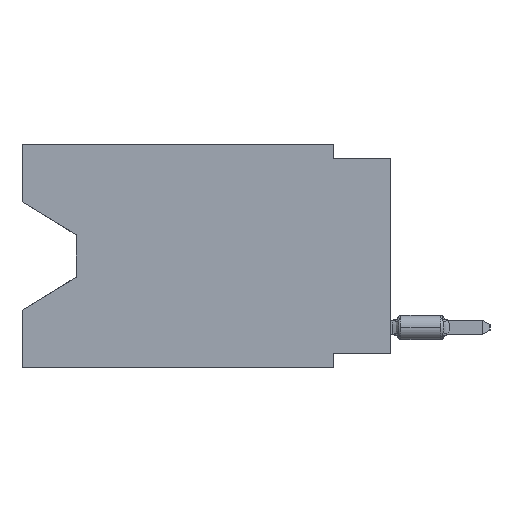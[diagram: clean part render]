
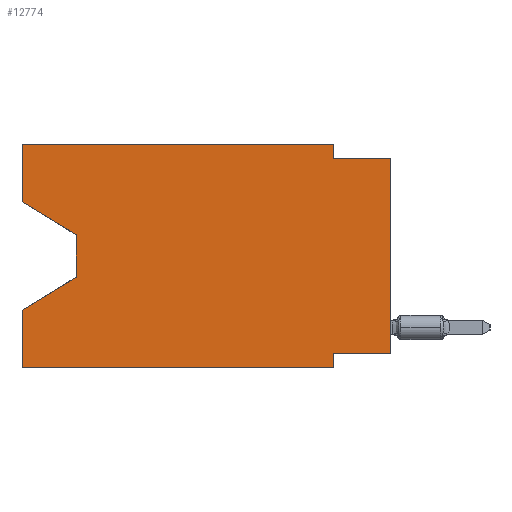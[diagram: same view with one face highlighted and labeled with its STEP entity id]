
A CAD part, left-side view. The second image highlights one B-rep face of the part: STEP entity #12774.
In plain terms, the highlighted planar face has unit normal (-1, 0, 0).
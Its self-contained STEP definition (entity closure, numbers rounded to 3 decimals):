
#598 = ORIENTED_EDGE ( 'NONE', *, *, #17341, .T. ) ;
#659 = DIRECTION ( 'NONE',  ( 0., 0., -1. ) ) ;
#823 = DIRECTION ( 'NONE',  ( 0., 0., -1. ) ) ;
#898 = VECTOR ( 'NONE', #659, 1000. ) ;
#1169 = CARTESIAN_POINT ( 'NONE',  ( 0., 13.97, -4.013 ) ) ;
#1296 = DIRECTION ( 'NONE',  ( 0., 0., -1. ) ) ;
#3209 = VERTEX_POINT ( 'NONE', #15426 ) ;
#3607 = VERTEX_POINT ( 'NONE', #30741 ) ;
#4172 = LINE ( 'NONE', #36350, #30559 ) ;
#4393 = EDGE_CURVE ( 'NONE', #24680, #16757, #36965, .T. ) ;
#4569 = DIRECTION ( 'NONE',  ( 0., 0.855, -0.519 ) ) ;
#4929 = CARTESIAN_POINT ( 'NONE',  ( 0., 2.54, -0.635 ) ) ;
#4987 = DIRECTION ( 'NONE',  ( 0., 0., -1. ) ) ;
#5698 = AXIS2_PLACEMENT_3D ( 'NONE', #7384, #30508, #1296 ) ;
#5892 = EDGE_LOOP ( 'NONE', ( #17403, #27934, #37045, #38885, #37667, #20961, #33580, #598, #36979, #26364, #37831, #17754 ) ) ;
#5907 = VECTOR ( 'NONE', #22593, 1000. ) ;
#5932 = VECTOR ( 'NONE', #25705, 1000. ) ;
#6902 = CARTESIAN_POINT ( 'NONE',  ( 0., 2.54, -9.906 ) ) ;
#7246 = LINE ( 'NONE', #28913, #38940 ) ;
#7384 = CARTESIAN_POINT ( 'NONE',  ( 0., 16.383, 0. ) ) ;
#8005 = PLANE ( 'NONE',  #5698 ) ;
#8172 = EDGE_CURVE ( 'NONE', #3209, #25878, #4172, .T. ) ;
#8554 = CARTESIAN_POINT ( 'NONE',  ( 0., 13.97, -5.893 ) ) ;
#10408 = DIRECTION ( 'NONE',  ( 0., 0., 1. ) ) ;
#10817 = CARTESIAN_POINT ( 'NONE',  ( 0., 0., -0.635 ) ) ;
#10835 = CARTESIAN_POINT ( 'NONE',  ( 0., 2.54, 0. ) ) ;
#11634 = DIRECTION ( 'NONE',  ( 0., -1., 0. ) ) ;
#11866 = DIRECTION ( 'NONE',  ( 0., 0., 1. ) ) ;
#12246 = CARTESIAN_POINT ( 'NONE',  ( 0., 16.383, 0. ) ) ;
#12707 = CARTESIAN_POINT ( 'NONE',  ( 0., 16.383, -9.906 ) ) ;
#12774 = ADVANCED_FACE ( 'NONE', ( #23368 ), #8005, .F. ) ;
#12883 = LINE ( 'NONE', #16462, #5932 ) ;
#13775 = VECTOR ( 'NONE', #4987, 1000. ) ;
#15426 = CARTESIAN_POINT ( 'NONE',  ( 0., 0., -9.271 ) ) ;
#15546 = LINE ( 'NONE', #25203, #28471 ) ;
#16190 = VERTEX_POINT ( 'NONE', #16305 ) ;
#16305 = CARTESIAN_POINT ( 'NONE',  ( 0., 16.383, -9.906 ) ) ;
#16462 = CARTESIAN_POINT ( 'NONE',  ( 0., 16.383, -2.546 ) ) ;
#16507 = EDGE_CURVE ( 'NONE', #3607, #20881, #12883, .T. ) ;
#16757 = VERTEX_POINT ( 'NONE', #17701 ) ;
#16842 = LINE ( 'NONE', #26290, #898 ) ;
#17010 = DIRECTION ( 'NONE',  ( 0., 1., 0. ) ) ;
#17341 = EDGE_CURVE ( 'NONE', #3209, #34811, #7246, .T. ) ;
#17403 = ORIENTED_EDGE ( 'NONE', *, *, #16507, .T. ) ;
#17416 = LINE ( 'NONE', #26855, #13775 ) ;
#17701 = CARTESIAN_POINT ( 'NONE',  ( 0., 16.383, -7.36 ) ) ;
#17746 = LINE ( 'NONE', #10817, #37027 ) ;
#17754 = ORIENTED_EDGE ( 'NONE', *, *, #22987, .F. ) ;
#17945 = VERTEX_POINT ( 'NONE', #41247 ) ;
#19611 = CARTESIAN_POINT ( 'NONE',  ( 0., 2.54, -9.271 ) ) ;
#19817 = CARTESIAN_POINT ( 'NONE',  ( 0., 2.54, -9.906 ) ) ;
#19866 = EDGE_CURVE ( 'NONE', #33338, #34811, #17746, .T. ) ;
#20881 = VERTEX_POINT ( 'NONE', #1169 ) ;
#20961 = ORIENTED_EDGE ( 'NONE', *, *, #32820, .F. ) ;
#21086 = LINE ( 'NONE', #12246, #33435 ) ;
#21423 = DIRECTION ( 'NONE',  ( 0., -1., 0. ) ) ;
#21696 = EDGE_CURVE ( 'NONE', #28484, #33338, #16842, .T. ) ;
#22593 = DIRECTION ( 'NONE',  ( 0., -1., 0. ) ) ;
#22700 = EDGE_CURVE ( 'NONE', #16190, #25892, #41329, .T. ) ;
#22987 = EDGE_CURVE ( 'NONE', #3607, #17945, #21086, .T. ) ;
#23368 = FACE_OUTER_BOUND ( 'NONE', #5892, .T. ) ;
#24680 = VERTEX_POINT ( 'NONE', #38514 ) ;
#25203 = CARTESIAN_POINT ( 'NONE',  ( 0., 16.383, 0. ) ) ;
#25332 = VECTOR ( 'NONE', #4569, 1000. ) ;
#25705 = DIRECTION ( 'NONE',  ( 0., -0.855, -0.519 ) ) ;
#25878 = VERTEX_POINT ( 'NONE', #19611 ) ;
#25892 = VERTEX_POINT ( 'NONE', #19817 ) ;
#26290 = CARTESIAN_POINT ( 'NONE',  ( 0., 2.54, 0. ) ) ;
#26364 = ORIENTED_EDGE ( 'NONE', *, *, #21696, .F. ) ;
#26855 = CARTESIAN_POINT ( 'NONE',  ( 0., 13.97, -4.013 ) ) ;
#26934 = VECTOR ( 'NONE', #823, 1000. ) ;
#27841 = LINE ( 'NONE', #40693, #29259 ) ;
#27934 = ORIENTED_EDGE ( 'NONE', *, *, #39029, .T. ) ;
#28471 = VECTOR ( 'NONE', #21423, 1000. ) ;
#28484 = VERTEX_POINT ( 'NONE', #10835 ) ;
#28913 = CARTESIAN_POINT ( 'NONE',  ( 0., 0., 0. ) ) ;
#29259 = VECTOR ( 'NONE', #11866, 1000. ) ;
#30508 = DIRECTION ( 'NONE',  ( 1., 0., 0. ) ) ;
#30554 = DIRECTION ( 'NONE',  ( 0., 0., 1. ) ) ;
#30559 = VECTOR ( 'NONE', #17010, 1000. ) ;
#30741 = CARTESIAN_POINT ( 'NONE',  ( 0., 16.383, -2.546 ) ) ;
#32820 = EDGE_CURVE ( 'NONE', #25878, #25892, #39099, .T. ) ;
#33338 = VERTEX_POINT ( 'NONE', #4929 ) ;
#33435 = VECTOR ( 'NONE', #30554, 1000. ) ;
#33580 = ORIENTED_EDGE ( 'NONE', *, *, #8172, .F. ) ;
#34811 = VERTEX_POINT ( 'NONE', #36743 ) ;
#36350 = CARTESIAN_POINT ( 'NONE',  ( 0., 0., -9.271 ) ) ;
#36743 = CARTESIAN_POINT ( 'NONE',  ( 0., 0., -0.635 ) ) ;
#36965 = LINE ( 'NONE', #8554, #25332 ) ;
#36979 = ORIENTED_EDGE ( 'NONE', *, *, #19866, .F. ) ;
#37027 = VECTOR ( 'NONE', #11634, 1000. ) ;
#37045 = ORIENTED_EDGE ( 'NONE', *, *, #4393, .T. ) ;
#37459 = EDGE_CURVE ( 'NONE', #17945, #28484, #15546, .T. ) ;
#37667 = ORIENTED_EDGE ( 'NONE', *, *, #22700, .T. ) ;
#37831 = ORIENTED_EDGE ( 'NONE', *, *, #37459, .F. ) ;
#38514 = CARTESIAN_POINT ( 'NONE',  ( 0., 13.97, -5.893 ) ) ;
#38885 = ORIENTED_EDGE ( 'NONE', *, *, #39617, .F. ) ;
#38940 = VECTOR ( 'NONE', #10408, 1000. ) ;
#39029 = EDGE_CURVE ( 'NONE', #20881, #24680, #17416, .T. ) ;
#39099 = LINE ( 'NONE', #6902, #26934 ) ;
#39617 = EDGE_CURVE ( 'NONE', #16190, #16757, #27841, .T. ) ;
#40693 = CARTESIAN_POINT ( 'NONE',  ( 0., 16.383, 0. ) ) ;
#41247 = CARTESIAN_POINT ( 'NONE',  ( 0., 16.383, 0. ) ) ;
#41329 = LINE ( 'NONE', #12707, #5907 ) ;
